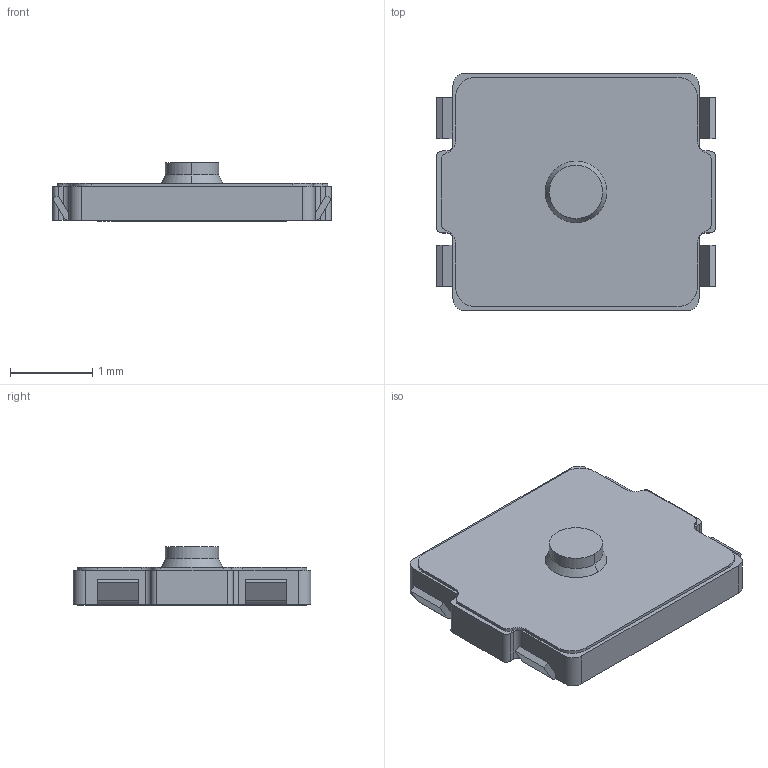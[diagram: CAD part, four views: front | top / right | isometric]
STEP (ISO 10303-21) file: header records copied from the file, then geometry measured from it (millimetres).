
FILE_DESCRIPTION (( 'STEP AP214' ), '1' );
FILE_NAME ('EVPAYF1BA.STEP', '2017-11-24T12:09:23', ( '' ), ( '' ), 'SwSTEP 2.0', 'SolidWorks 2015', '' );
FILE_SCHEMA (( 'AUTOMOTIVE_DESIGN' ));
Length unit declared in the file: millimetre
Products named in the file (2): EVPAYF1BA; Part9^Assem2
Assembly tree (1 placements, depth 2):
  EVPAYF1BA
    Part9^Assem2
Bounding box: 3.4 x 2.9 x 0.71 mm (x, y, z)
Volume: 4.2 mm3; surface area: 26 mm2
Topology: 1 solids, 1 shells, 136 faces, 356 edges, 234 vertices
Faces by surface type: plane 98, cylinder 36, cone 2
Entity records: 4286 total; most frequent: CARTESIAN_POINT 730, ORIENTED_EDGE 712, DIRECTION 710, EDGE_CURVE 356, VECTOR 282, LINE 282, VERTEX_POINT 234, AXIS2_PLACEMENT_3D 214
